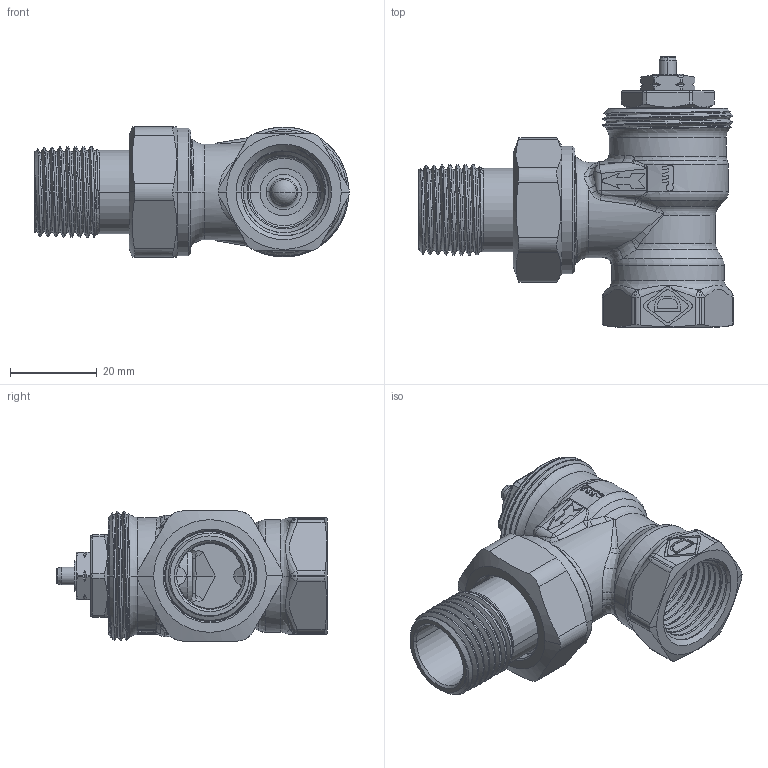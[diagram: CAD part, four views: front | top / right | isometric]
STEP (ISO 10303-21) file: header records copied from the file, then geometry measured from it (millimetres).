
FILE_DESCRIPTION((''),'2;1');
FILE_NAME('2201-22-000-O-B_SW0001','2015-08-05T',('marann'),(''),'PRO/ENGINEER BY PARAMETRIC TECHNOLOGY CORPORATION, 2011490','PRO/ENGINEER BY PARAMETRIC TECHNOLOGY CORPORATION, 2011490','');
FILE_SCHEMA(('CONFIG_CONTROL_DESIGN'));
Products named in the file (1): 2201-22-000-O-B_SW0001
Bounding box: 72.58 x 62.3 x 30 mm (x, y, z)
Volume: 27897 mm3; surface area: 22010.1 mm2
Topology: 1 solids, 2 shells, 918 faces, 2278 edges, 1406 vertices
Faces by surface type: cylinder 291, plane 250, cone 130, bspline 124, torus 107, sphere 16
Entity records: 46130 total; most frequent: CARTESIAN_POINT 25410, ORIENTED_EDGE 4548, DIRECTION 4036, EDGE_CURVE 2274, AXIS2_PLACEMENT_3D 1598, VERTEX_POINT 1406, EDGE_LOOP 970, FACE_OUTER_BOUND 918
